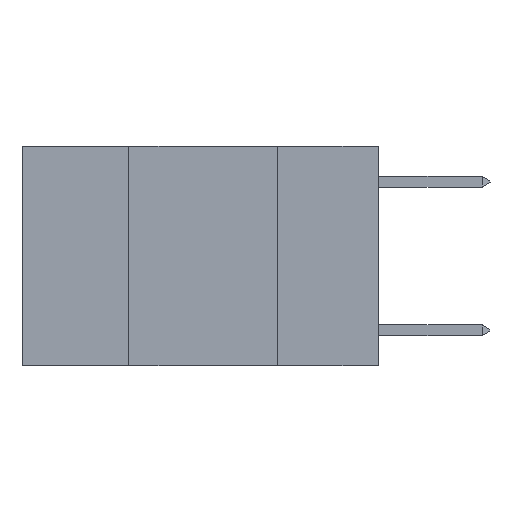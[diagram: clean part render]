
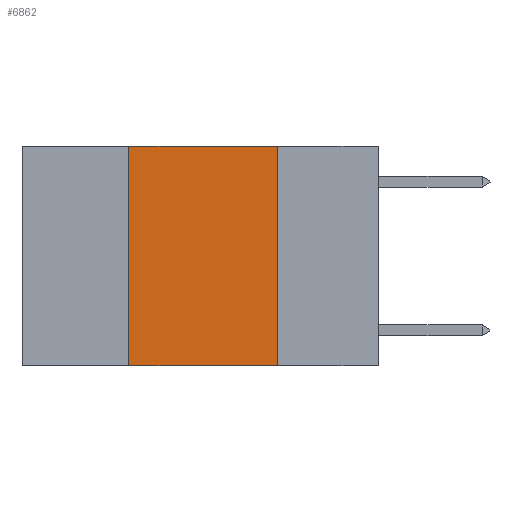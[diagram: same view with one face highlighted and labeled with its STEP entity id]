
A CAD part, left-side view. The second image highlights one B-rep face of the part: STEP entity #6862.
In plain terms, the highlighted planar face has unit normal (-1, 0, 0).
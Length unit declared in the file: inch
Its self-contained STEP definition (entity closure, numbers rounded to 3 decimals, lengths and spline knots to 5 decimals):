
#207 = VERTEX_POINT ( 'NONE', #3715 ) ;
#552 = VECTOR ( 'NONE', #14192, 39.37008 ) ;
#907 = LINE ( 'NONE', #13097, #552 ) ;
#1767 = FACE_OUTER_BOUND ( 'NONE', #9170, .T. ) ;
#2420 = VERTEX_POINT ( 'NONE', #2720 ) ;
#2481 = CARTESIAN_POINT ( 'NONE',  ( 0., 0.42, 0. ) ) ;
#2511 = CARTESIAN_POINT ( 'NONE',  ( 0., 0.42, 0. ) ) ;
#2602 = DIRECTION ( 'NONE',  ( 1., 0., 0. ) ) ;
#2720 = CARTESIAN_POINT ( 'NONE',  ( 0., 0.42, -0.37 ) ) ;
#2762 = CARTESIAN_POINT ( 'NONE',  ( 0., 0.17, 0. ) ) ;
#2832 = ORIENTED_EDGE ( 'NONE', *, *, #13802, .F. ) ;
#3715 = CARTESIAN_POINT ( 'NONE',  ( 0., 0.17, -0.37 ) ) ;
#4079 = VECTOR ( 'NONE', #4764, 39.37008 ) ;
#4152 = CARTESIAN_POINT ( 'NONE',  ( 0., 0.6, -0.37 ) ) ;
#4192 = AXIS2_PLACEMENT_3D ( 'NONE', #9465, #2602, #10614 ) ;
#4764 = DIRECTION ( 'NONE',  ( 0., 0., 1. ) ) ;
#4860 = EDGE_CURVE ( 'NONE', #2420, #12928, #12814, .T. ) ;
#4864 = PLANE ( 'NONE',  #4192 ) ;
#5178 = CARTESIAN_POINT ( 'NONE',  ( 0., 0.17, 0. ) ) ;
#5878 = ORIENTED_EDGE ( 'NONE', *, *, #10807, .T. ) ;
#6355 = VECTOR ( 'NONE', #11016, 39.37008 ) ;
#6862 = ADVANCED_FACE ( 'NONE', ( #1767 ), #4864, .F. ) ;
#7732 = EDGE_CURVE ( 'NONE', #8831, #207, #11930, .T. ) ;
#8831 = VERTEX_POINT ( 'NONE', #2762 ) ;
#9170 = EDGE_LOOP ( 'NONE', ( #14294, #2832, #14497, #5878 ) ) ;
#9401 = LINE ( 'NONE', #4152, #6355 ) ;
#9465 = CARTESIAN_POINT ( 'NONE',  ( 0., 0.6, 0. ) ) ;
#10614 = DIRECTION ( 'NONE',  ( 0., 0., -1. ) ) ;
#10807 = EDGE_CURVE ( 'NONE', #2420, #207, #9401, .T. ) ;
#11016 = DIRECTION ( 'NONE',  ( 0., -1., 0. ) ) ;
#11930 = LINE ( 'NONE', #5178, #12620 ) ;
#12620 = VECTOR ( 'NONE', #13108, 39.37008 ) ;
#12814 = LINE ( 'NONE', #2511, #4079 ) ;
#12928 = VERTEX_POINT ( 'NONE', #2481 ) ;
#13097 = CARTESIAN_POINT ( 'NONE',  ( 0., 0.6, 0. ) ) ;
#13108 = DIRECTION ( 'NONE',  ( 0., 0., -1. ) ) ;
#13802 = EDGE_CURVE ( 'NONE', #12928, #8831, #907, .T. ) ;
#14192 = DIRECTION ( 'NONE',  ( 0., -1., 0. ) ) ;
#14294 = ORIENTED_EDGE ( 'NONE', *, *, #7732, .F. ) ;
#14497 = ORIENTED_EDGE ( 'NONE', *, *, #4860, .F. ) ;
